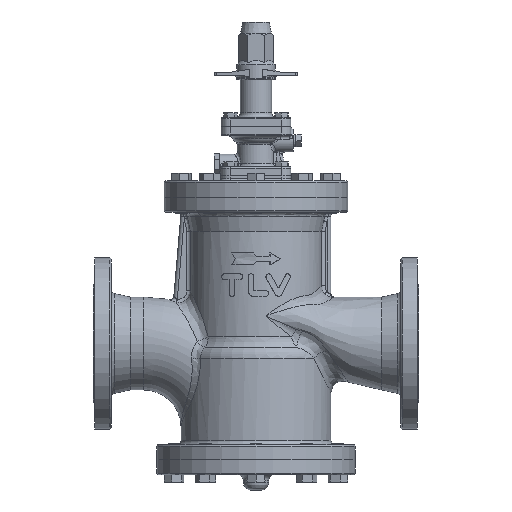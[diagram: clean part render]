
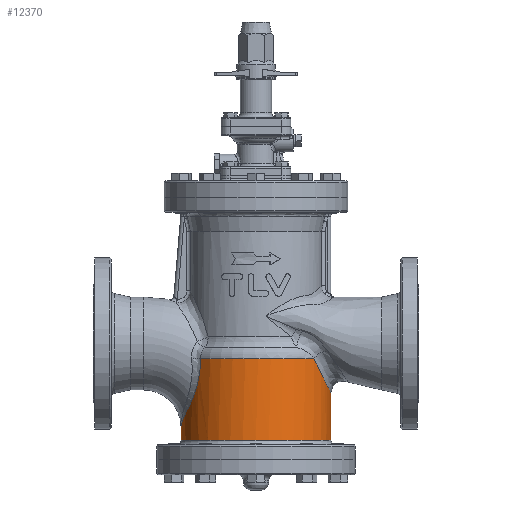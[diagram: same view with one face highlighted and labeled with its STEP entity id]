
A CAD part, front view. The second image highlights one B-rep face of the part: STEP entity #12370.
In plain terms, the highlighted cylindrical face has radius 100 mm (diameter 200 mm), a full revolution.
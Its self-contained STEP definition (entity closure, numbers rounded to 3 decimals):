
#2004=B_SPLINE_CURVE_WITH_KNOTS('',3,(#22527,#22528,#22529,#22530,#22531,
#22532,#22533,#22534,#22535,#22536,#22537,#22538,#22539,#22540,#22541,#22542,
#22543,#22544,#22545),.UNSPECIFIED.,.F.,.F.,(4,2,1,1,1,1,1,1,1,1,1,1,1,
1,1,4),(-13.434,-13.428,-12.757,-12.085,
-11.414,-10.742,-10.071,-9.4,
-8.728,-8.057,-6.714,-5.371,
-4.028,-2.686,-1.343,0.),.UNSPECIFIED.);
#2005=B_SPLINE_CURVE_WITH_KNOTS('',3,(#22547,#22548,#22549,#22550,#22551,
#22552,#22553,#22554,#22555,#22556,#22557,#22558,#22559,#22560,#22561),
 .UNSPECIFIED.,.F.,.F.,(4,1,1,1,1,1,1,1,1,1,2,4),(-13.428,-12.085,
-10.742,-9.4,-8.057,-6.714,
-5.371,-4.028,-2.686,-1.343,
0.,0.006),.UNSPECIFIED.);
#2006=B_SPLINE_CURVE_WITH_KNOTS('',3,(#22564,#22565,#22566,#22567,#22568,
#22569,#22570,#22571,#22572,#22573,#22574,#22575,#22576),.UNSPECIFIED.,
 .F.,.F.,(4,1,1,1,1,1,1,1,1,1,4),(-18.955,-16.586,-14.216,
-11.847,-10.662,-9.478,-8.293,-7.108,
-4.739,-2.369,0.),
 .UNSPECIFIED.);
#2818=FACE_BOUND('',#4618,.T.);
#3539=FACE_OUTER_BOUND('',#4617,.T.);
#4617=EDGE_LOOP('',(#11025));
#4618=EDGE_LOOP('',(#11026,#11027,#11028,#11029,#11030));
#5183=CIRCLE('',#13520,100.);
#5251=CIRCLE('',#13641,100.);
#5252=CIRCLE('',#13642,100.);
#6280=VERTEX_POINT('',#22039);
#6281=VERTEX_POINT('',#22040);
#6352=VERTEX_POINT('',#22524);
#6353=VERTEX_POINT('',#22526);
#6354=VERTEX_POINT('',#22546);
#6355=VERTEX_POINT('',#22562);
#7861=EDGE_CURVE('',#6280,#6281,#5183,.T.);
#7949=EDGE_CURVE('',#6352,#6352,#5251,.T.);
#7950=EDGE_CURVE('',#6353,#6280,#2004,.T.);
#7951=EDGE_CURVE('',#6354,#6353,#2005,.T.);
#7952=EDGE_CURVE('',#6355,#6354,#5252,.T.);
#7953=EDGE_CURVE('',#6281,#6355,#2006,.T.);
#11025=ORIENTED_EDGE('',*,*,#7949,.F.);
#11026=ORIENTED_EDGE('',*,*,#7861,.F.);
#11027=ORIENTED_EDGE('',*,*,#7950,.F.);
#11028=ORIENTED_EDGE('',*,*,#7951,.F.);
#11029=ORIENTED_EDGE('',*,*,#7952,.F.);
#11030=ORIENTED_EDGE('',*,*,#7953,.F.);
#11662=CYLINDRICAL_SURFACE('',#13640,100.);
#12370=ADVANCED_FACE('',(#3539,#2818),#11662,.T.);
#13520=AXIS2_PLACEMENT_3D('',#22041,#16669,#16670);
#13640=AXIS2_PLACEMENT_3D('',#22523,#16923,#16924);
#13641=AXIS2_PLACEMENT_3D('',#22525,#16925,#16926);
#13642=AXIS2_PLACEMENT_3D('',#22563,#16927,#16928);
#16669=DIRECTION('center_axis',(0.,0.,1.));
#16670=DIRECTION('ref_axis',(1.,0.,0.));
#16923=DIRECTION('center_axis',(0.,0.,1.));
#16924=DIRECTION('ref_axis',(1.,0.,0.));
#16925=DIRECTION('center_axis',(0.,0.,-1.));
#16926=DIRECTION('ref_axis',(-1.,0.,0.));
#16927=DIRECTION('center_axis',(0.,0.,1.));
#16928=DIRECTION('ref_axis',(1.,0.,0.));
#22039=CARTESIAN_POINT('',(-74.018,-67.241,134.875));
#22040=CARTESIAN_POINT('',(77.292,-63.45,134.875));
#22041=CARTESIAN_POINT('Origin',(0.,0.,134.875));
#22523=CARTESIAN_POINT('Origin',(0.,0.,77.438));
#22524=CARTESIAN_POINT('',(100.,0.,26.));
#22525=CARTESIAN_POINT('Origin',(0.,0.,26.));
#22526=CARTESIAN_POINT('',(-100.,0.,43.));
#22527=CARTESIAN_POINT('Ctrl Pts',(-100.,0.,43.));
#22528=CARTESIAN_POINT('Ctrl Pts',(-100.,-0.015,43.007));
#22529=CARTESIAN_POINT('Ctrl Pts',(-100.,-0.03,
43.013));
#22530=CARTESIAN_POINT('Ctrl Pts',(-99.999,-1.85,
43.811));
#22531=CARTESIAN_POINT('Ctrl Pts',(-99.9,-5.469,
45.398));
#22532=CARTESIAN_POINT('Ctrl Pts',(-99.455,-10.884,
47.841));
#22533=CARTESIAN_POINT('Ctrl Pts',(-98.721,-16.24,
50.399));
#22534=CARTESIAN_POINT('Ctrl Pts',(-97.712,-21.487,
53.113));
#22535=CARTESIAN_POINT('Ctrl Pts',(-96.448,-26.586,
56.029));
#22536=CARTESIAN_POINT('Ctrl Pts',(-94.957,-31.49,59.176));
#22537=CARTESIAN_POINT('Ctrl Pts',(-93.267,-36.184,
62.6));
#22538=CARTESIAN_POINT('Ctrl Pts',(-90.779,-42.158,
67.6));
#22539=CARTESIAN_POINT('Ctrl Pts',(-87.349,-48.933,74.705));
#22540=CARTESIAN_POINT('Ctrl Pts',(-83.18,-55.666,84.532));
#22541=CARTESIAN_POINT('Ctrl Pts',(-79.325,-60.978,
95.863));
#22542=CARTESIAN_POINT('Ctrl Pts',(-76.326,-64.644,
108.159));
#22543=CARTESIAN_POINT('Ctrl Pts',(-74.422,-66.801,
121.36));
#22544=CARTESIAN_POINT('Ctrl Pts',(-74.016,-67.243,
130.399));
#22545=CARTESIAN_POINT('Ctrl Pts',(-74.018,-67.241,
134.875));
#22546=CARTESIAN_POINT('',(-74.018,67.241,134.875));
#22547=CARTESIAN_POINT('Ctrl Pts',(-74.018,67.241,134.875));
#22548=CARTESIAN_POINT('Ctrl Pts',(-74.016,67.243,130.399));
#22549=CARTESIAN_POINT('Ctrl Pts',(-74.422,66.801,121.358));
#22550=CARTESIAN_POINT('Ctrl Pts',(-76.326,64.644,108.161));
#22551=CARTESIAN_POINT('Ctrl Pts',(-79.325,60.978,95.863));
#22552=CARTESIAN_POINT('Ctrl Pts',(-83.18,55.666,84.532));
#22553=CARTESIAN_POINT('Ctrl Pts',(-87.348,48.936,74.706));
#22554=CARTESIAN_POINT('Ctrl Pts',(-91.469,40.792,66.172));
#22555=CARTESIAN_POINT('Ctrl Pts',(-95.06,31.591,59.035));
#22556=CARTESIAN_POINT('Ctrl Pts',(-97.837,21.574,53.019));
#22557=CARTESIAN_POINT('Ctrl Pts',(-99.603,10.909,47.781));
#22558=CARTESIAN_POINT('Ctrl Pts',(-99.998,3.655,44.602));
#22559=CARTESIAN_POINT('Ctrl Pts',(-100.,0.03,
43.013));
#22560=CARTESIAN_POINT('Ctrl Pts',(-100.,0.015,43.007));
#22561=CARTESIAN_POINT('Ctrl Pts',(-100.,0.,43.));
#22562=CARTESIAN_POINT('',(77.292,63.45,134.875));
#22563=CARTESIAN_POINT('Origin',(0.,0.,134.875));
#22564=CARTESIAN_POINT('Ctrl Pts',(77.292,-63.45,134.875));
#22565=CARTESIAN_POINT('Ctrl Pts',(80.163,-59.953,128.974));
#22566=CARTESIAN_POINT('Ctrl Pts',(85.715,-52.228,117.621));
#22567=CARTESIAN_POINT('Ctrl Pts',(93.053,-37.94,102.799));
#22568=CARTESIAN_POINT('Ctrl Pts',(97.628,-23.312,93.725));
#22569=CARTESIAN_POINT('Ctrl Pts',(99.649,-10.208,89.759));
#22570=CARTESIAN_POINT('Ctrl Pts',(100.175,0.,
88.734));
#22571=CARTESIAN_POINT('Ctrl Pts',(99.65,10.208,89.759));
#22572=CARTESIAN_POINT('Ctrl Pts',(97.627,23.313,93.726));
#22573=CARTESIAN_POINT('Ctrl Pts',(93.054,37.939,102.797));
#22574=CARTESIAN_POINT('Ctrl Pts',(85.71,52.237,117.633));
#22575=CARTESIAN_POINT('Ctrl Pts',(80.163,59.953,128.973));
#22576=CARTESIAN_POINT('Ctrl Pts',(77.292,63.45,134.875));
